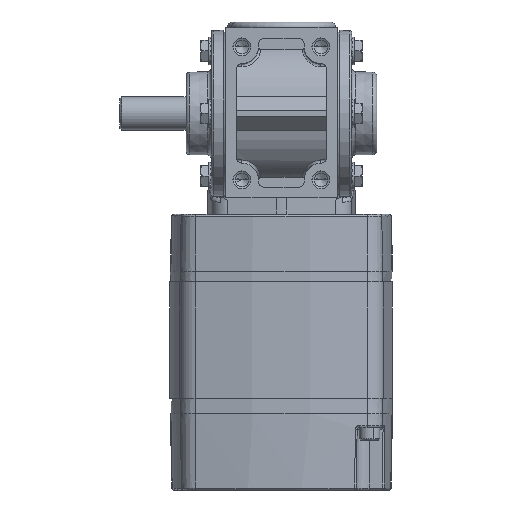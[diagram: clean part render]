
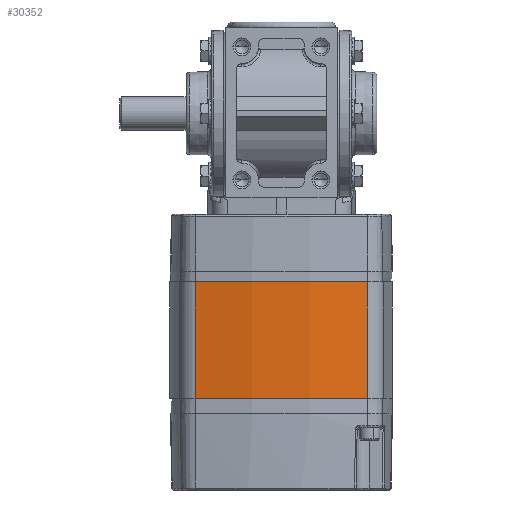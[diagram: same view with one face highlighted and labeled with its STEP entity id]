
A CAD part, front view. The second image highlights one B-rep face of the part: STEP entity #30352.
In plain terms, the highlighted cylindrical face has radius 147.574 mm (diameter 295.148 mm), a partial arc.
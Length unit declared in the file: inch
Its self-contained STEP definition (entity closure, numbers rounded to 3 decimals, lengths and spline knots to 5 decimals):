
#2404 = CARTESIAN_POINT ( 'NONE',  ( 1.29993, -1.53271, -2.71 ) ) ;
#2499 = CARTESIAN_POINT ( 'NONE',  ( -1.29993, -1.53271, -2.71 ) ) ;
#2652 = CARTESIAN_POINT ( 'NONE',  ( -1.29993, -1.53271, -0.96 ) ) ;
#3098 = CARTESIAN_POINT ( 'NONE',  ( 1.29993, -1.53271, -0.96 ) ) ;
#6551 = AXIS2_PLACEMENT_3D ( 'NONE', #20743, #20741, #20736 ) ;
#12696 = FACE_OUTER_BOUND ( 'NONE', #17338, .T. ) ;
#12700 = CYLINDRICAL_SURFACE ( 'NONE', #6551, 5.81 ) ;
#13050 = CIRCLE ( 'NONE', #33202, 5.81 ) ;
#13132 = VECTOR ( 'NONE', #13660, 39.37008 ) ;
#13166 = LINE ( 'NONE', #14121, #13132 ) ;
#13181 = LINE ( 'NONE', #13759, #13488 ) ;
#13417 = CIRCLE ( 'NONE', #33201, 5.81 ) ;
#13488 = VECTOR ( 'NONE', #14107, 39.37008 ) ;
#13660 = DIRECTION ( 'NONE',  ( 0., 0., -1. ) ) ;
#13687 = DIRECTION ( 'NONE',  ( -1., 0., 0. ) ) ;
#13722 = DIRECTION ( 'NONE',  ( -1., 0., 0. ) ) ;
#13759 = CARTESIAN_POINT ( 'NONE',  ( -1.29993, -1.53271, -0.96 ) ) ;
#13821 = CARTESIAN_POINT ( 'NONE',  ( 0., 4.13, -2.71 ) ) ;
#13948 = DIRECTION ( 'NONE',  ( 0., 0., -1. ) ) ;
#14107 = DIRECTION ( 'NONE',  ( 0., 0., -1. ) ) ;
#14121 = CARTESIAN_POINT ( 'NONE',  ( 1.29993, -1.53271, -0.96 ) ) ;
#14330 = DIRECTION ( 'NONE',  ( 0., 0., -1. ) ) ;
#14367 = CARTESIAN_POINT ( 'NONE',  ( 0., 4.13, -0.96 ) ) ;
#16594 = VERTEX_POINT ( 'NONE', #3098 ) ;
#16728 = VERTEX_POINT ( 'NONE', #2652 ) ;
#16744 = VERTEX_POINT ( 'NONE', #2499 ) ;
#16798 = VERTEX_POINT ( 'NONE', #2404 ) ;
#17338 = EDGE_LOOP ( 'NONE', ( #31422, #33729, #31507, #31495 ) ) ;
#20736 = DIRECTION ( 'NONE',  ( -1., 0., 0. ) ) ;
#20741 = DIRECTION ( 'NONE',  ( 0., 0., -1. ) ) ;
#20743 = CARTESIAN_POINT ( 'NONE',  ( 0., 4.13, -0.96 ) ) ;
#22455 = EDGE_CURVE ( 'NONE', #16728, #16744, #13181, .T. ) ;
#22457 = EDGE_CURVE ( 'NONE', #16798, #16744, #13417, .T. ) ;
#22458 = EDGE_CURVE ( 'NONE', #16594, #16798, #13166, .T. ) ;
#22459 = EDGE_CURVE ( 'NONE', #16594, #16728, #13050, .T. ) ;
#30352 = ADVANCED_FACE ( 'NONE', ( #12696 ), #12700, .T. ) ;
#31422 = ORIENTED_EDGE ( 'NONE', *, *, #22457, .F. ) ;
#31495 = ORIENTED_EDGE ( 'NONE', *, *, #22455, .T. ) ;
#31507 = ORIENTED_EDGE ( 'NONE', *, *, #22459, .T. ) ;
#33201 = AXIS2_PLACEMENT_3D ( 'NONE', #13821, #14330, #13687 ) ;
#33202 = AXIS2_PLACEMENT_3D ( 'NONE', #14367, #13948, #13722 ) ;
#33729 = ORIENTED_EDGE ( 'NONE', *, *, #22458, .F. ) ;
